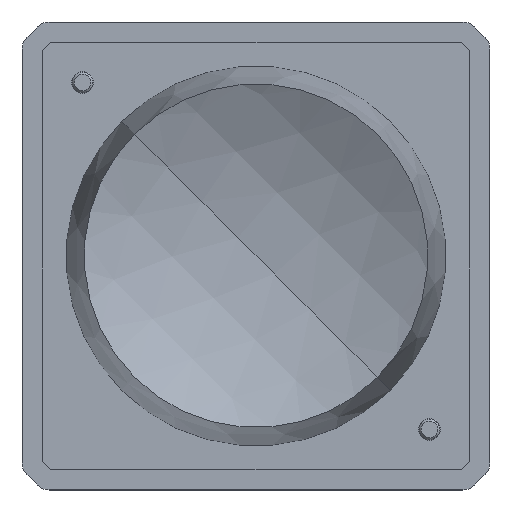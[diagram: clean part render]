
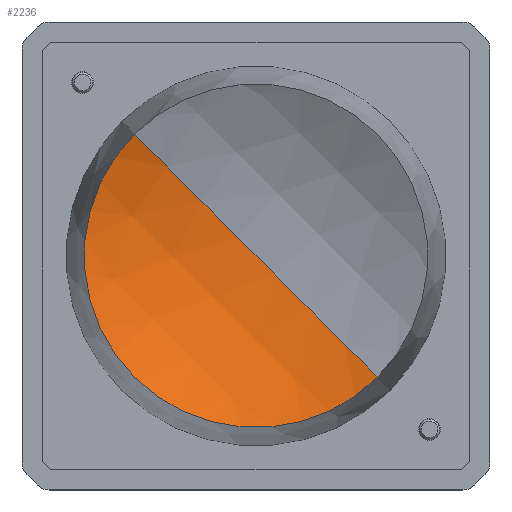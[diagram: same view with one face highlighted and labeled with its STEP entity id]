
A CAD part, top view. The second image highlights one B-rep face of the part: STEP entity #2236.
In plain terms, the highlighted spherical face has radius 50 mm.
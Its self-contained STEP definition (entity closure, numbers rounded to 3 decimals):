
#246 = FACE_OUTER_BOUND ( 'NONE', #35508, .T. ) ;
#2236 = ADVANCED_FACE ( 'NONE', ( #246 ), #11762, .F. ) ;
#3054 = DIRECTION ( 'NONE',  ( 0.707, 0.707, 0. ) ) ;
#3692 = CARTESIAN_POINT ( 'NONE',  ( 17.854, -17.854, -45.156 ) ) ;
#4569 = CARTESIAN_POINT ( 'NONE',  ( 0., 0., -45.156 ) ) ;
#4657 = AXIS2_PLACEMENT_3D ( 'NONE', #23107, #3054, #26475 ) ;
#5431 = CIRCLE ( 'NONE', #4657, 50. ) ;
#7973 = DIRECTION ( 'NONE',  ( -0.707, 0.707, 0. ) ) ;
#9481 = EDGE_CURVE ( 'NONE', #30159, #11076, #5431, .T. ) ;
#11076 = VERTEX_POINT ( 'NONE', #38484 ) ;
#11762 = SPHERICAL_SURFACE ( 'NONE', #37011, 50. ) ;
#17779 = ORIENTED_EDGE ( 'NONE', *, *, #9481, .T. ) ;
#18268 = CIRCLE ( 'NONE', #18488, 25.25 ) ;
#18488 = AXIS2_PLACEMENT_3D ( 'NONE', #4569, #28072, #7973 ) ;
#23107 = CARTESIAN_POINT ( 'NONE',  ( 0., 0., -2. ) ) ;
#24199 = DIRECTION ( 'NONE',  ( 0.707, 0.707, 0. ) ) ;
#26475 = DIRECTION ( 'NONE',  ( -0.707, 0.707, 0. ) ) ;
#28072 = DIRECTION ( 'NONE',  ( 0., 0., 1. ) ) ;
#30159 = VERTEX_POINT ( 'NONE', #3692 ) ;
#35508 = EDGE_LOOP ( 'NONE', ( #37849, #17779 ) ) ;
#37011 = AXIS2_PLACEMENT_3D ( 'NONE', #37295, #24199, #38132 ) ;
#37295 = CARTESIAN_POINT ( 'NONE',  ( 0., 0., -2. ) ) ;
#37849 = ORIENTED_EDGE ( 'NONE', *, *, #39778, .T. ) ;
#38132 = DIRECTION ( 'NONE',  ( 0., 0., 1. ) ) ;
#38484 = CARTESIAN_POINT ( 'NONE',  ( -17.854, 17.854, -45.156 ) ) ;
#39778 = EDGE_CURVE ( 'NONE', #11076, #30159, #18268, .T. ) ;
